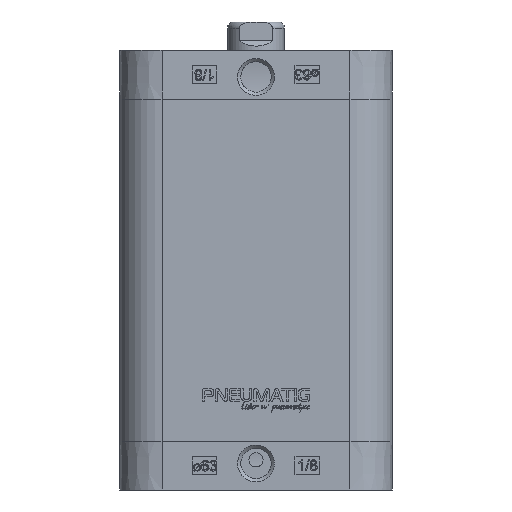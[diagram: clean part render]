
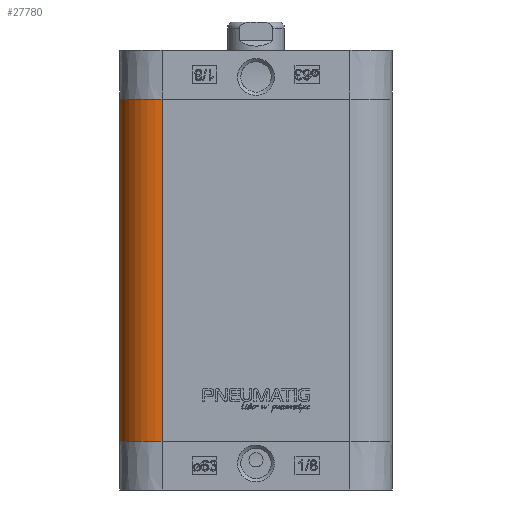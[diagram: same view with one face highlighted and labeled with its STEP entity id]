
A CAD part, left-side view. The second image highlights one B-rep face of the part: STEP entity #27780.
In plain terms, the highlighted cylindrical face has radius 12 mm (diameter 24 mm), a partial arc.
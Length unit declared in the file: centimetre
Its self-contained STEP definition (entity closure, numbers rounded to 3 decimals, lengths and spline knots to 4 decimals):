
#2624=CYLINDRICAL_SURFACE($,#28902,1.2);
#4358=LINE($,#51024,#6427);
#4724=LINE($,#54366,#6793);
#6427=VECTOR($,#32413,9.65);
#6793=VECTOR($,#32989,9.65);
#8441=FACE_OUTER_BOUND($,#10174,.T.);
#10174=EDGE_LOOP($,(#25145,#25146,#25147,#25148));
#10583=CIRCLE($,#28903,1.2);
#10584=CIRCLE($,#28904,1.2);
#12825=VERTEX_POINT($,#51021);
#12826=VERTEX_POINT($,#51023);
#13236=VERTEX_POINT($,#54363);
#13237=VERTEX_POINT($,#54365);
#16622=EDGE_CURVE($,#12826,#12825,#4358,.T.);
#17236=EDGE_CURVE($,#12825,#13236,#10583,.T.);
#17237=EDGE_CURVE($,#13237,#13236,#4724,.T.);
#17238=EDGE_CURVE($,#13237,#12826,#10584,.T.);
#25145=ORIENTED_EDGE($,*,*,#17236,.T.);
#25146=ORIENTED_EDGE($,*,*,#17237,.F.);
#25147=ORIENTED_EDGE($,*,*,#17238,.T.);
#25148=ORIENTED_EDGE($,*,*,#16622,.T.);
#27780=ADVANCED_FACE($,(#8441),#2624,.T.);
#28902=AXIS2_PLACEMENT_3D($,#54362,#32985,#32986);
#28903=AXIS2_PLACEMENT_3D($,#54364,#32987,#32988);
#28904=AXIS2_PLACEMENT_3D($,#54367,#32990,#32991);
#32413=DIRECTION($,(0.,0.,1.));
#32985=DIRECTION('center_axis',(0.,0.,1.));
#32986=DIRECTION('ref_axis',(0.,1.,0.));
#32987=DIRECTION('center_axis',(0.,0.,-1.));
#32988=DIRECTION('ref_axis',(0.,1.,0.));
#32989=DIRECTION($,(0.,0.,1.));
#32990=DIRECTION('center_axis',(0.,0.,1.));
#32991=DIRECTION('ref_axis',(0.,1.,0.));
#51021=CARTESIAN_POINT('',(-3.85,2.65,11.025));
#51023=CARTESIAN_POINT('',(-3.85,2.65,1.375));
#51024=CARTESIAN_POINT($,(-3.85,2.65,1.375));
#54362=CARTESIAN_POINT('Origin',(-2.65,2.65,1.375));
#54363=CARTESIAN_POINT('',(-2.65,3.85,11.025));
#54364=CARTESIAN_POINT('Origin',(-2.65,2.65,11.025));
#54365=CARTESIAN_POINT('',(-2.65,3.85,1.375));
#54366=CARTESIAN_POINT($,(-2.65,3.85,1.375));
#54367=CARTESIAN_POINT('Origin',(-2.65,2.65,1.375));
